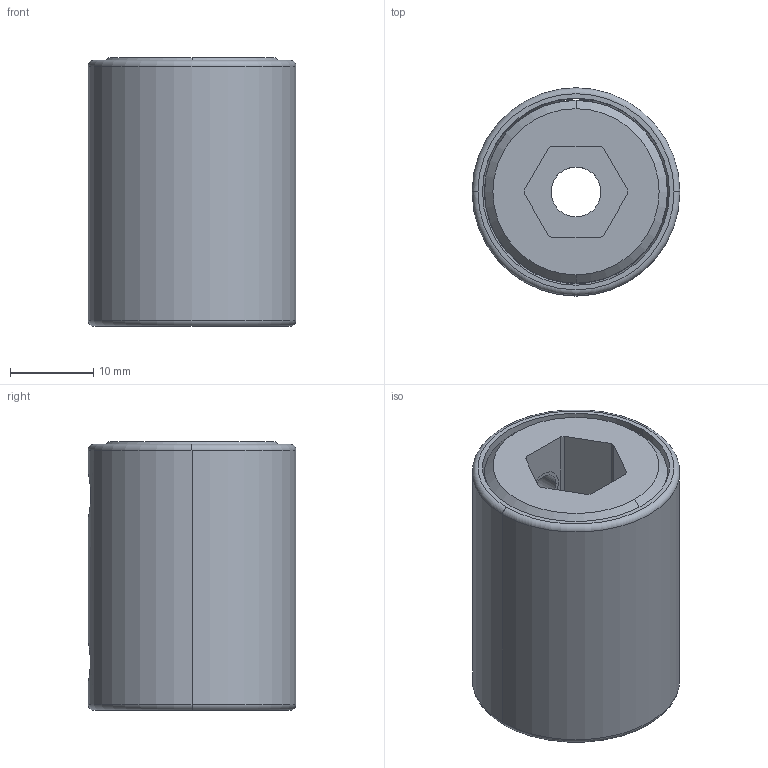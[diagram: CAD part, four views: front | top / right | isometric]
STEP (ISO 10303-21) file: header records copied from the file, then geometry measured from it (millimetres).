
FILE_DESCRIPTION((''),'2;1');
FILE_NAME('4027123515_ASM','2023-09-01T08:30:31',('a00565553'),(''),'CREO PARAMETRIC BY PTC INC, 2022414','CREO PARAMETRIC BY PTC INC, 2022414','');
FILE_SCHEMA(('CONFIG_CONTROL_DESIGN','GEOMETRIC_VALIDATION_PROPERTIES_MIM'));
Length unit declared in the file: millimetre
Products named in the file (4): 4027123510_PART; 4027123510_ASM; 4027299487; 4027123515_ASM
Assembly tree (3 placements, depth 3):
  4027123515_ASM
    4027123510_ASM
      4027123510_PART
    4027299487
Bounding box: 25 x 25 x 32.3 mm (x, y, z)
Volume: 11886 mm3; surface area: 9020.8 mm2
Topology: 2 solids, 3 shells, 69 faces, 187 edges, 120 vertices
Faces by surface type: cylinder 34, plane 20, cone 8, torus 7
Entity records: 2934 total; most frequent: CARTESIAN_POINT 778, DIRECTION 371, ORIENTED_EDGE 368, EDGE_CURVE 187, AXIS2_PLACEMENT_3D 149, VERTEX_POINT 120, EDGE_LOOP 81, VECTOR 73
